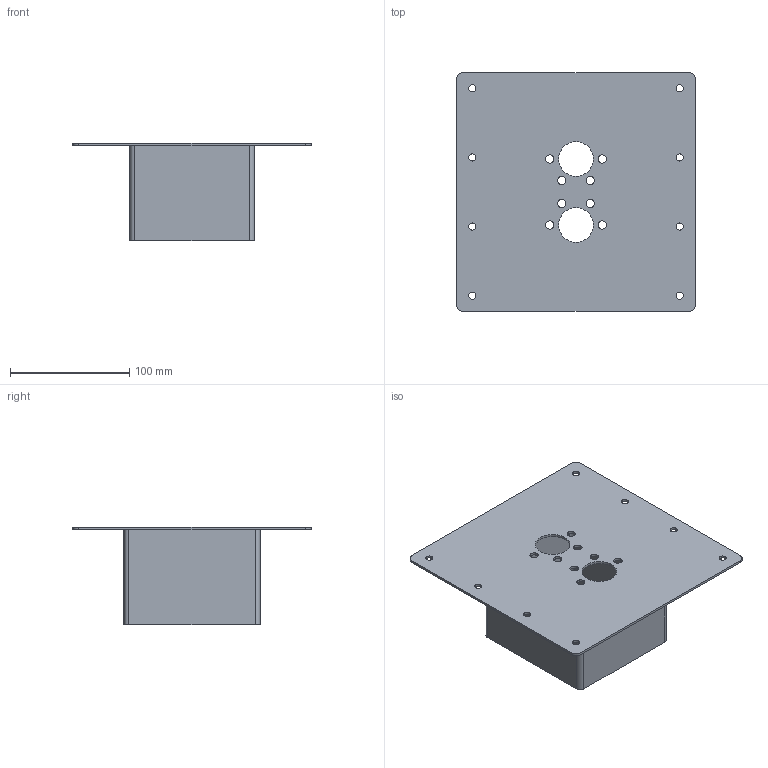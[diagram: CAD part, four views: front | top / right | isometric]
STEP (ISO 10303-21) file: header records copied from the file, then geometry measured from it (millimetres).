
FILE_DESCRIPTION(/* description */ (''),/* implementation_level */ '2;1');
FILE_NAME(/* name */ 'Autoterm_Bodenplatte_BH.step',/* time_stamp */ '2024-04-11T16:11:54+02:00',/* author */ (''),/* organization */ (''),/* preprocessor_version */ 'ST-DEVELOPER v20',/* originating_system */ 'Autodesk Translation Framework v12.20.1.177',/* authorisation */ '');
FILE_SCHEMA (('AUTOMOTIVE_DESIGN { 1 0 10303 214 3 1 1 }'));
Length unit declared in the file: millimetre
Products named in the file (1): Bodenplatte_Hx
Bounding box: 200 x 200 x 82 mm (x, y, z)
Volume: 117202.3 mm3; surface area: 147106.7 mm2
Topology: 1 solids, 1 shells, 46 faces, 126 edges, 84 vertices
Faces by surface type: cylinder 30, plane 16
Full cylindrical faces by diameter (mm): 6 x8, 7 x8, 29 x2
Entity records: 1595 total; most frequent: DIRECTION 280, CARTESIAN_POINT 257, ORIENTED_EDGE 252, EDGE_CURVE 126, AXIS2_PLACEMENT_3D 107, EDGE_LOOP 84, VERTEX_POINT 84, LINE 66
